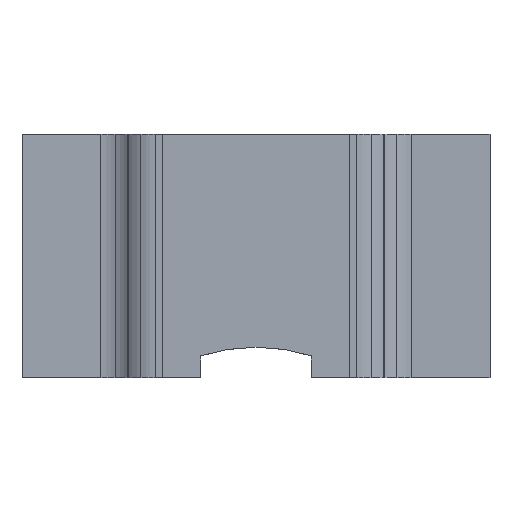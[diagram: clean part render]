
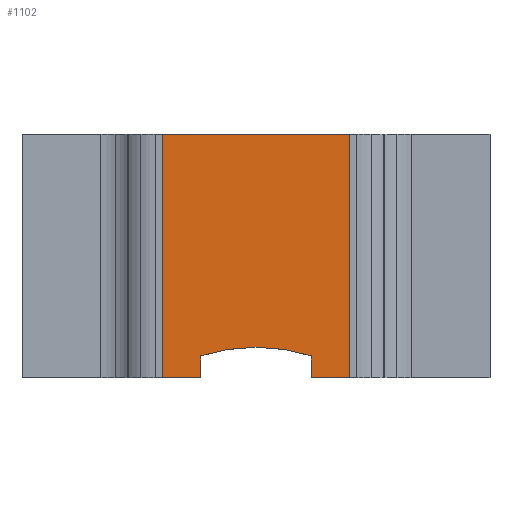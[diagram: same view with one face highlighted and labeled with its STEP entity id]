
A CAD part, top view. The second image highlights one B-rep face of the part: STEP entity #1102.
In plain terms, the highlighted planar face has unit normal (0, 0, 1).
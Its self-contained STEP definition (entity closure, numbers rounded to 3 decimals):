
#1069 = VERTEX_POINT('',#1070);
#1070 = CARTESIAN_POINT('',(1.185,0.,1.262));
#1085 = VERTEX_POINT('',#1086);
#1086 = CARTESIAN_POINT('',(2.,0.,1.262));
#1092 = EDGE_CURVE('',#1069,#1085,#1093,.T.);
#1093 = LINE('',#1094,#1095);
#1094 = CARTESIAN_POINT('',(1.,0.,1.262));
#1095 = VECTOR('',#1096,1.);
#1096 = DIRECTION('',(1.,0.,0.));
#1102 = ADVANCED_FACE('',(#1103),#1161,.T.);
#1103 = FACE_BOUND('',#1104,.T.);
#1104 = EDGE_LOOP('',(#1105,#1113,#1114,#1122,#1130,#1138,#1146,#1154));
#1105 = ORIENTED_EDGE('',*,*,#1106,.F.);
#1106 = EDGE_CURVE('',#1069,#1107,#1109,.T.);
#1107 = VERTEX_POINT('',#1108);
#1108 = CARTESIAN_POINT('',(1.185,0.465,1.262));
#1109 = LINE('',#1110,#1111);
#1110 = CARTESIAN_POINT('',(1.185,0.,1.262));
#1111 = VECTOR('',#1112,1.);
#1112 = DIRECTION('',(0.,1.,0.));
#1113 = ORIENTED_EDGE('',*,*,#1092,.T.);
#1114 = ORIENTED_EDGE('',*,*,#1115,.F.);
#1115 = EDGE_CURVE('',#1116,#1085,#1118,.T.);
#1116 = VERTEX_POINT('',#1117);
#1117 = CARTESIAN_POINT('',(2.,5.2,1.262));
#1118 = LINE('',#1119,#1120);
#1119 = CARTESIAN_POINT('',(2.,5.2,1.262));
#1120 = VECTOR('',#1121,1.);
#1121 = DIRECTION('',(0.,-1.,0.));
#1122 = ORIENTED_EDGE('',*,*,#1123,.F.);
#1123 = EDGE_CURVE('',#1124,#1116,#1126,.T.);
#1124 = VERTEX_POINT('',#1125);
#1125 = CARTESIAN_POINT('',(-2.,5.2,1.262));
#1126 = LINE('',#1127,#1128);
#1127 = CARTESIAN_POINT('',(-2.,5.2,1.262));
#1128 = VECTOR('',#1129,1.);
#1129 = DIRECTION('',(1.,0.,0.));
#1130 = ORIENTED_EDGE('',*,*,#1131,.T.);
#1131 = EDGE_CURVE('',#1124,#1132,#1134,.T.);
#1132 = VERTEX_POINT('',#1133);
#1133 = CARTESIAN_POINT('',(-2.,0.,1.262));
#1134 = LINE('',#1135,#1136);
#1135 = CARTESIAN_POINT('',(-2.,5.2,1.262));
#1136 = VECTOR('',#1137,1.);
#1137 = DIRECTION('',(0.,-1.,0.));
#1138 = ORIENTED_EDGE('',*,*,#1139,.T.);
#1139 = EDGE_CURVE('',#1132,#1140,#1142,.T.);
#1140 = VERTEX_POINT('',#1141);
#1141 = CARTESIAN_POINT('',(-1.185,0.,1.262));
#1142 = LINE('',#1143,#1144);
#1143 = CARTESIAN_POINT('',(1.,0.,1.262));
#1144 = VECTOR('',#1145,1.);
#1145 = DIRECTION('',(1.,0.,0.));
#1146 = ORIENTED_EDGE('',*,*,#1147,.F.);
#1147 = EDGE_CURVE('',#1148,#1140,#1150,.T.);
#1148 = VERTEX_POINT('',#1149);
#1149 = CARTESIAN_POINT('',(-1.185,0.465,1.262));
#1150 = LINE('',#1151,#1152);
#1151 = CARTESIAN_POINT('',(-1.185,0.465,1.262));
#1152 = VECTOR('',#1153,1.);
#1153 = DIRECTION('',(0.,-1.,0.));
#1154 = ORIENTED_EDGE('',*,*,#1155,.F.);
#1155 = EDGE_CURVE('',#1107,#1148,#1156,.T.);
#1156 = CIRCLE('',#1157,3.892);
#1157 = AXIS2_PLACEMENT_3D('',#1158,#1159,#1160);
#1158 = CARTESIAN_POINT('',(0.,-3.243,1.262));
#1159 = DIRECTION('',(0.,0.,1.));
#1160 = DIRECTION('',(-1.,0.,0.));
#1161 = PLANE('',#1162);
#1162 = AXIS2_PLACEMENT_3D('',#1163,#1164,#1165);
#1163 = CARTESIAN_POINT('',(2.,5.2,1.262));
#1164 = DIRECTION('',(0.,0.,1.));
#1165 = DIRECTION('',(1.,0.,-0.));
